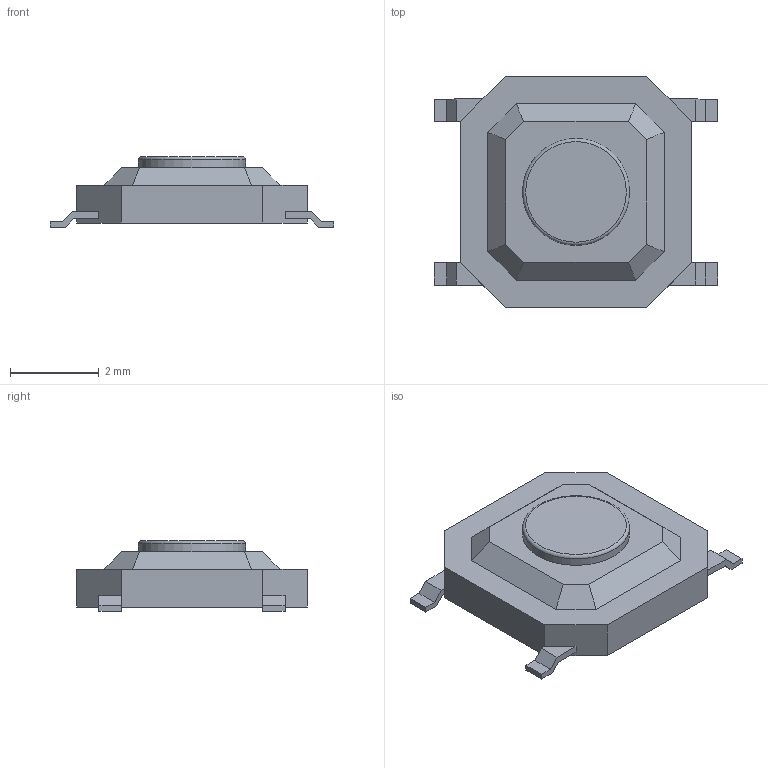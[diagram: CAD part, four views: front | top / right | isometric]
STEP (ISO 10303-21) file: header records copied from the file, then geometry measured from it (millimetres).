
FILE_DESCRIPTION(/* description */ ('Unknown'),/* implementation_level */ '2;1');
FILE_NAME(/* name */ 'TS18-5-15-SL-160-SMT-TR',/* time_stamp */ '2023-02-16T12:28:58+02:00',/* author */ ('Unknown'),/* organization */ ('Unknown'),/* preprocessor_version */ 'ST-DEVELOPER v18.1',/* originating_system */ 'Solid Edge',/* authorisation */ 'Unknown');
FILE_SCHEMA (('AUTOMOTIVE_DESIGN {1 0 10303 214 3 1 1}'));
Length unit declared in the file: millimetre
Products named in the file (1): TS18-5-15-SL-160-SMT-TR
Bounding box: 6.4 x 5.2 x 1.6 mm (x, y, z)
Volume: 27.6 mm3; surface area: 74.3 mm2
Topology: 1 solids, 1 shells, 58 faces, 154 edges, 100 vertices
Faces by surface type: plane 56, torus 1, cylinder 1
Full cylindrical faces by diameter (mm): 2.417 x1
Entity records: 2169 total; most frequent: CARTESIAN_POINT 309, ORIENTED_EDGE 302, DIRECTION 272, EDGE_CURVE 151, LINE 148, VECTOR 148, VERTEX_POINT 99, EDGE_LOOP 62
